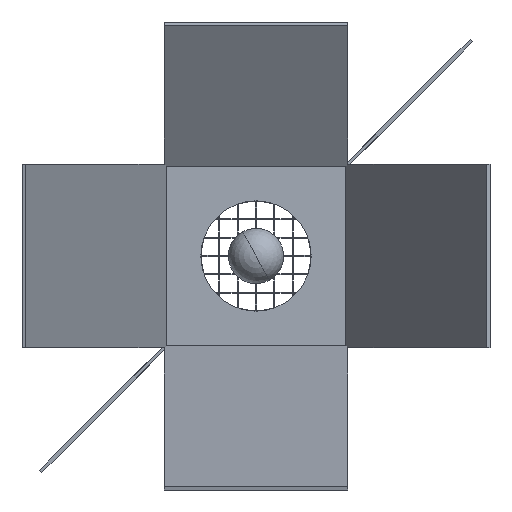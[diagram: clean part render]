
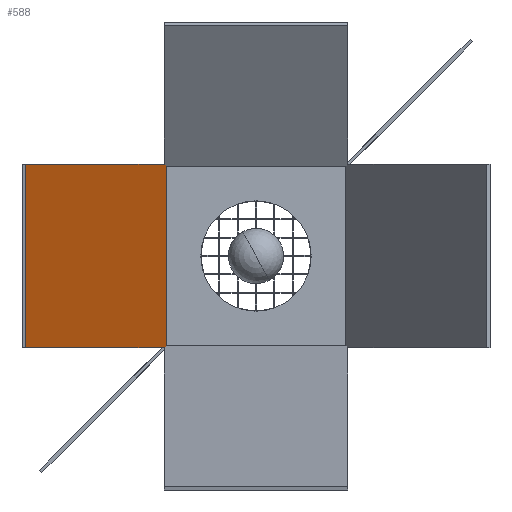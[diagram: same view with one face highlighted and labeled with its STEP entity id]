
A CAD part, left-side view. The second image highlights one B-rep face of the part: STEP entity #588.
In plain terms, the highlighted planar face has unit normal (-0.259, -0.966, 0).
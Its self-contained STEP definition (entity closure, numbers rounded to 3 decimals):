
#171=CARTESIAN_POINT('Vertex',(-303.864,50.,-50.)) ;
#210=CARTESIAN_POINT('Vertex',(-300.,48.965,-48.965)) ;
#213=CARTESIAN_POINT('Line Origine',(-301.932,49.482,-49.482)) ;
#345=CARTESIAN_POINT('Vertex',(-303.864,50.,50.)) ;
#365=CARTESIAN_POINT('Line Origine',(-301.932,49.482,49.482)) ;
#369=CARTESIAN_POINT('Vertex',(-300.,48.965,48.965)) ;
#543=CARTESIAN_POINT('Vertex',(-585.207,125.386,50.)) ;
#546=CARTESIAN_POINT('Line Origine',(-444.535,87.693,50.)) ;
#558=CARTESIAN_POINT('Axis2P3D Location',(-7.855,-29.315,0.)) ;
#563=CARTESIAN_POINT('Line Origine',(-300.,48.965,0.)) ;
#568=CARTESIAN_POINT('Line Origine',(-585.207,125.386,0.)) ;
#572=CARTESIAN_POINT('Vertex',(-585.207,125.386,-50.)) ;
#575=CARTESIAN_POINT('Line Origine',(-444.535,87.693,-50.)) ;
#214=DIRECTION('Vector Direction',(0.935,-0.251,0.251)) ;
#366=DIRECTION('Vector Direction',(0.935,-0.251,-0.251)) ;
#547=DIRECTION('Vector Direction',(-0.966,0.259,0.)) ;
#559=DIRECTION('Axis2P3D Direction',(-0.259,-0.966,0.)) ;
#560=DIRECTION('Axis2P3D XDirection',(0.966,-0.259,0.)) ;
#564=DIRECTION('Vector Direction',(0.,0.,-1.)) ;
#569=DIRECTION('Vector Direction',(0.,0.,1.)) ;
#576=DIRECTION('Vector Direction',(0.966,-0.259,0.)) ;
#561=AXIS2_PLACEMENT_3D('Plane Axis2P3D',#558,#559,#560) ;
#581=ORIENTED_EDGE('',*,*,#567,.F.) ;
#582=ORIENTED_EDGE('',*,*,#371,.F.) ;
#583=ORIENTED_EDGE('',*,*,#550,.T.) ;
#584=ORIENTED_EDGE('',*,*,#574,.T.) ;
#585=ORIENTED_EDGE('',*,*,#579,.T.) ;
#586=ORIENTED_EDGE('',*,*,#217,.T.) ;
#215=VECTOR('Line Direction',#214,1.) ;
#367=VECTOR('Line Direction',#366,1.) ;
#548=VECTOR('Line Direction',#547,1.) ;
#565=VECTOR('Line Direction',#564,1.) ;
#570=VECTOR('Line Direction',#569,1.) ;
#577=VECTOR('Line Direction',#576,1.) ;
#588=ADVANCED_FACE('Satellite',(#587),#562,.T.) ;
#217=EDGE_CURVE('',#172,#211,#216,.T.) ;
#371=EDGE_CURVE('',#346,#370,#368,.T.) ;
#550=EDGE_CURVE('',#346,#544,#549,.T.) ;
#567=EDGE_CURVE('',#370,#211,#566,.T.) ;
#574=EDGE_CURVE('',#544,#573,#571,.F.) ;
#579=EDGE_CURVE('',#573,#172,#578,.T.) ;
#580=EDGE_LOOP('',(#581,#582,#583,#584,#585,#586)) ;
#587=FACE_OUTER_BOUND('',#580,.T.) ;
#216=LINE('Line',#213,#215) ;
#368=LINE('Line',#365,#367) ;
#549=LINE('Line',#546,#548) ;
#566=LINE('Line',#563,#565) ;
#571=LINE('Line',#568,#570) ;
#578=LINE('Line',#575,#577) ;
#562=PLANE('',#561) ;
#172=VERTEX_POINT('',#171) ;
#211=VERTEX_POINT('',#210) ;
#346=VERTEX_POINT('',#345) ;
#370=VERTEX_POINT('',#369) ;
#544=VERTEX_POINT('',#543) ;
#573=VERTEX_POINT('',#572) ;
